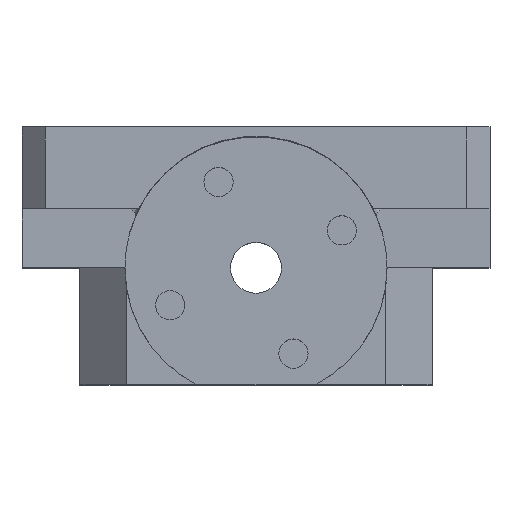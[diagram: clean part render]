
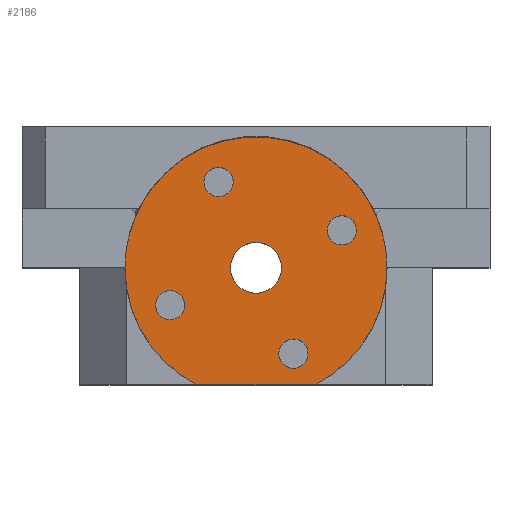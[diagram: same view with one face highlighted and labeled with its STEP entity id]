
A CAD part, top view. The second image highlights one B-rep face of the part: STEP entity #2186.
In plain terms, the highlighted planar face has unit normal (0, 0, 1).
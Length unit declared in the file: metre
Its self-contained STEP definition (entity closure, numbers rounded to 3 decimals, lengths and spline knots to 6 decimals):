
#106=LINE('',#3414,#296);
#296=VECTOR('',#2671,1.);
#429=B_SPLINE_CURVE_WITH_KNOTS('',3,(#3743,#3744,#3745,#3746,#3747,#3748),
 .UNSPECIFIED.,.F.,.F.,(4,1,1,4),(0.,0.001063,0.002125,
0.00425),.UNSPECIFIED.);
#430=B_SPLINE_CURVE_WITH_KNOTS('',3,(#3749,#3750,#3751,#3752,#3753,#3754,
#3755),.UNSPECIFIED.,.F.,.F.,(4,1,1,1,4),(0.,0.001063,
0.002125,0.003188,0.004251),
 .UNSPECIFIED.);
#490=PLANE('',#2396);
#1002=ORIENTED_EDGE('',*,*,#1129,.F.);
#1003=ORIENTED_EDGE('',*,*,#1127,.F.);
#1004=ORIENTED_EDGE('',*,*,#1125,.F.);
#1005=ORIENTED_EDGE('',*,*,#1123,.F.);
#1006=ORIENTED_EDGE('',*,*,#1262,.T.);
#1007=ORIENTED_EDGE('',*,*,#1407,.F.);
#1008=ORIENTED_EDGE('',*,*,#1411,.T.);
#1009=ORIENTED_EDGE('',*,*,#1233,.F.);
#1010=ORIENTED_EDGE('',*,*,#1412,.T.);
#1011=ORIENTED_EDGE('',*,*,#1292,.F.);
#1012=ORIENTED_EDGE('',*,*,#1413,.T.);
#1013=ORIENTED_EDGE('',*,*,#1243,.F.);
#1014=ORIENTED_EDGE('',*,*,#1414,.T.);
#1015=ORIENTED_EDGE('',*,*,#1409,.F.);
#1016=ORIENTED_EDGE('',*,*,#1276,.F.);
#1123=EDGE_CURVE('',#1429,#1429,#1644,.T.);
#1125=EDGE_CURVE('',#1431,#1431,#1646,.T.);
#1127=EDGE_CURVE('',#1433,#1433,#1648,.T.);
#1129=EDGE_CURVE('',#1435,#1435,#1650,.T.);
#1233=EDGE_CURVE('',#1531,#1532,#1676,.T.);
#1243=EDGE_CURVE('',#1539,#1540,#1681,.T.);
#1262=EDGE_CURVE('',#1552,#1552,#1691,.T.);
#1276=EDGE_CURVE('',#1563,#1564,#106,.T.);
#1292=EDGE_CURVE('',#1578,#1575,#1694,.T.);
#1407=EDGE_CURVE('',#1487,#1563,#1716,.T.);
#1409=EDGE_CURVE('',#1564,#1516,#1718,.T.);
#1411=EDGE_CURVE('',#1487,#1532,#1719,.T.);
#1412=EDGE_CURVE('',#1531,#1575,#429,.T.);
#1413=EDGE_CURVE('',#1578,#1540,#430,.T.);
#1414=EDGE_CURVE('',#1539,#1516,#1720,.T.);
#1429=VERTEX_POINT('',#3033);
#1431=VERTEX_POINT('',#3038);
#1433=VERTEX_POINT('',#3043);
#1435=VERTEX_POINT('',#3048);
#1487=VERTEX_POINT('',#3205);
#1516=VERTEX_POINT('',#3267);
#1531=VERTEX_POINT('',#3302);
#1532=VERTEX_POINT('',#3304);
#1539=VERTEX_POINT('',#3342);
#1540=VERTEX_POINT('',#3344);
#1552=VERTEX_POINT('',#3386);
#1563=VERTEX_POINT('',#3413);
#1564=VERTEX_POINT('',#3415);
#1575=VERTEX_POINT('',#3443);
#1578=VERTEX_POINT('',#3460);
#1644=CIRCLE('',#2233,0.00125);
#1646=CIRCLE('',#2236,0.00125);
#1648=CIRCLE('',#2239,0.00125);
#1650=CIRCLE('',#2242,0.00125);
#1676=CIRCLE('',#2278,0.01823);
#1681=CIRCLE('',#2283,0.01823);
#1691=CIRCLE('',#2301,0.002175);
#1694=CIRCLE('',#2308,0.0112);
#1716=CIRCLE('',#2391,0.0112);
#1718=CIRCLE('',#2394,0.0112);
#1719=CIRCLE('',#2397,0.0112);
#1720=CIRCLE('',#2398,0.0112);
#1849=EDGE_LOOP('',(#1002));
#1850=EDGE_LOOP('',(#1003));
#1851=EDGE_LOOP('',(#1004));
#1852=EDGE_LOOP('',(#1005));
#1853=EDGE_LOOP('',(#1006));
#1854=EDGE_LOOP('',(#1007,#1008,#1009,#1010,#1011,#1012,#1013,#1014,#1015,
#1016));
#2020=FACE_BOUND('',#1849,.T.);
#2021=FACE_BOUND('',#1850,.T.);
#2022=FACE_BOUND('',#1851,.T.);
#2023=FACE_BOUND('',#1852,.T.);
#2024=FACE_BOUND('',#1853,.T.);
#2025=FACE_BOUND('',#1854,.T.);
#2186=ADVANCED_FACE('',(#2020,#2021,#2022,#2023,#2024,#2025),#490,.F.);
#2233=AXIS2_PLACEMENT_3D('',#3032,#2438,#2439);
#2236=AXIS2_PLACEMENT_3D('',#3037,#2444,#2445);
#2239=AXIS2_PLACEMENT_3D('',#3042,#2450,#2451);
#2242=AXIS2_PLACEMENT_3D('',#3047,#2456,#2457);
#2278=AXIS2_PLACEMENT_3D('',#3303,#2594,#2595);
#2283=AXIS2_PLACEMENT_3D('',#3343,#2604,#2605);
#2301=AXIS2_PLACEMENT_3D('',#3385,#2648,#2649);
#2308=AXIS2_PLACEMENT_3D('',#3461,#2686,#2687);
#2391=AXIS2_PLACEMENT_3D('',#3735,#2938,#2939);
#2394=AXIS2_PLACEMENT_3D('',#3739,#2944,#2945);
#2396=AXIS2_PLACEMENT_3D('',#3741,#2948,#2949);
#2397=AXIS2_PLACEMENT_3D('',#3742,#2950,#2951);
#2398=AXIS2_PLACEMENT_3D('',#3756,#2952,#2953);
#2438=DIRECTION('',(0.,0.,1.));
#2439=DIRECTION('',(0.,-1.,0.));
#2444=DIRECTION('',(0.,0.,1.));
#2445=DIRECTION('',(0.,-1.,0.));
#2450=DIRECTION('',(0.,0.,1.));
#2451=DIRECTION('',(0.,-1.,0.));
#2456=DIRECTION('',(0.,0.,1.));
#2457=DIRECTION('',(0.,-1.,0.));
#2594=DIRECTION('',(0.,0.,-1.));
#2595=DIRECTION('',(1.,0.,0.));
#2604=DIRECTION('',(0.,0.,-1.));
#2605=DIRECTION('',(1.,0.,0.));
#2648=DIRECTION('',(0.,0.,-1.));
#2649=DIRECTION('',(1.,0.,0.));
#2671=DIRECTION('',(-1.,0.,0.));
#2686=DIRECTION('',(0.,0.,-1.));
#2687=DIRECTION('',(1.,0.,0.));
#2938=DIRECTION('',(0.,0.,-1.));
#2939=DIRECTION('',(1.,0.,0.));
#2944=DIRECTION('',(0.,0.,-1.));
#2945=DIRECTION('',(1.,0.,0.));
#2948=DIRECTION('',(0.,0.,-1.));
#2949=DIRECTION('',(1.,0.,0.));
#2950=DIRECTION('',(0.,0.,1.));
#2951=DIRECTION('',(-1.,0.,0.));
#2952=DIRECTION('',(0.,0.,1.));
#2953=DIRECTION('',(-1.,0.,0.));
#3032=CARTESIAN_POINT('',(-0.0032,-0.026666,-0.062));
#3033=CARTESIAN_POINT('',(-0.0032,-0.027916,-0.062));
#3037=CARTESIAN_POINT('',(0.007334,-0.0308,-0.062));
#3038=CARTESIAN_POINT('',(0.007334,-0.03205,-0.062));
#3042=CARTESIAN_POINT('',(0.0032,-0.041334,-0.062));
#3043=CARTESIAN_POINT('',(0.0032,-0.042584,-0.062));
#3047=CARTESIAN_POINT('',(-0.007334,-0.0372,-0.062));
#3048=CARTESIAN_POINT('',(-0.007334,-0.03845,-0.062));
#3205=CARTESIAN_POINT('',(0.0112,-0.034,-0.062));
#3267=CARTESIAN_POINT('',(-0.0112,-0.034,-0.062));
#3302=CARTESIAN_POINT('',(0.013965,-0.031009,-0.062));
#3303=CARTESIAN_POINT('',(0.,-0.01929,-0.062));
#3304=CARTESIAN_POINT('',(0.011195,-0.033678,-0.062));
#3342=CARTESIAN_POINT('',(-0.011195,-0.033678,-0.062));
#3343=CARTESIAN_POINT('',(0.,-0.01929,-0.062));
#3344=CARTESIAN_POINT('',(-0.013965,-0.031009,-0.062));
#3385=CARTESIAN_POINT('',(0.,-0.034,-0.062));
#3386=CARTESIAN_POINT('',(0.002175,-0.034,-0.062));
#3413=CARTESIAN_POINT('',(0.005044,-0.044,-0.062));
#3414=CARTESIAN_POINT('',(0.,-0.044,-0.062));
#3415=CARTESIAN_POINT('',(-0.005044,-0.044,-0.062));
#3443=CARTESIAN_POINT('',(0.010543,-0.030221,-0.062));
#3460=CARTESIAN_POINT('',(-0.010543,-0.030221,-0.062));
#3461=CARTESIAN_POINT('',(0.,-0.034,-0.062));
#3735=CARTESIAN_POINT('',(0.,-0.034,-0.062));
#3739=CARTESIAN_POINT('',(0.,-0.034,-0.062));
#3741=CARTESIAN_POINT('',(0.,-0.0336,-0.062));
#3742=CARTESIAN_POINT('',(0.,-0.034,-0.062));
#3743=CARTESIAN_POINT('',(0.013965,-0.031009,-0.062));
#3744=CARTESIAN_POINT('',(0.013734,-0.031284,-0.062));
#3745=CARTESIAN_POINT('',(0.013127,-0.031697,-0.062));
#3746=CARTESIAN_POINT('',(0.011636,-0.031733,-0.062));
#3747=CARTESIAN_POINT('',(0.010785,-0.030896,-0.062));
#3748=CARTESIAN_POINT('',(0.010543,-0.030221,-0.062));
#3749=CARTESIAN_POINT('',(-0.010543,-0.030221,-0.062));
#3750=CARTESIAN_POINT('',(-0.010664,-0.030559,-0.062));
#3751=CARTESIAN_POINT('',(-0.011056,-0.031171,-0.062));
#3752=CARTESIAN_POINT('',(-0.012008,-0.031723,-0.062));
#3753=CARTESIAN_POINT('',(-0.013124,-0.031698,-0.062));
#3754=CARTESIAN_POINT('',(-0.013734,-0.031284,-0.062));
#3755=CARTESIAN_POINT('',(-0.013965,-0.031009,-0.062));
#3756=CARTESIAN_POINT('',(0.,-0.034,-0.062));
